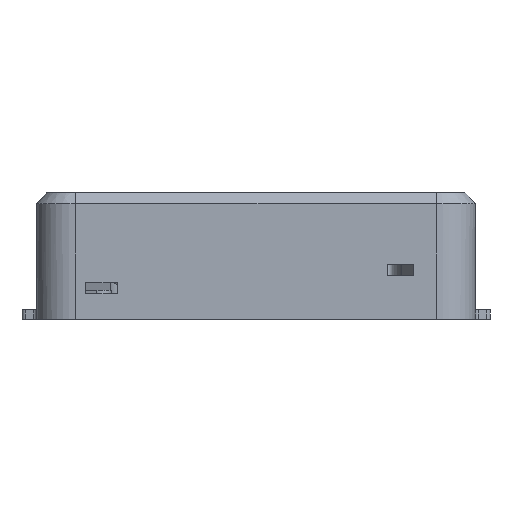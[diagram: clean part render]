
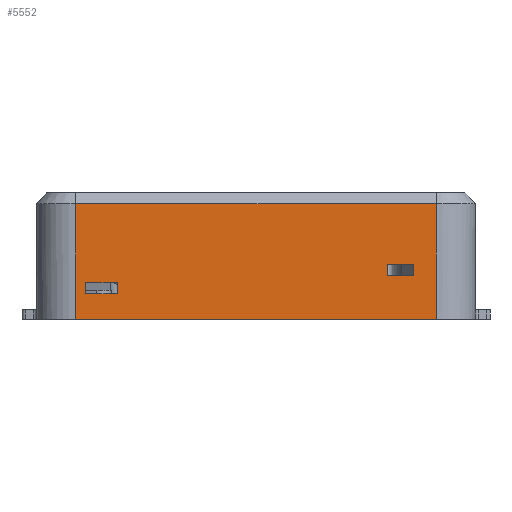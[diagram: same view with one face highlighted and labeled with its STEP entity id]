
A CAD part, front view. The second image highlights one B-rep face of the part: STEP entity #5552.
In plain terms, the highlighted planar face has unit normal (0, -1, 0).
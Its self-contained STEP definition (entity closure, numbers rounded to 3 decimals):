
#1 = PLANE ( 'NONE',  #3458 ) ;
#713 = EDGE_CURVE ( 'NONE', #10492, #9699, #5358, .T. ) ;
#849 = EDGE_CURVE ( 'NONE', #5036, #10492, #3278, .T. ) ;
#853 = LINE ( 'NONE', #11441, #9568 ) ;
#894 = EDGE_CURVE ( 'NONE', #8814, #3576, #7544, .T. ) ;
#945 = ORIENTED_EDGE ( 'NONE', *, *, #2173, .T. ) ;
#967 = ORIENTED_EDGE ( 'NONE', *, *, #10001, .T. ) ;
#1108 = CARTESIAN_POINT ( 'NONE',  ( -43.633, -45., 9.4 ) ) ;
#1232 = DIRECTION ( 'NONE',  ( 0., 1., 0. ) ) ;
#1294 = EDGE_CURVE ( 'NONE', #10582, #6842, #6339, .T. ) ;
#1434 = VECTOR ( 'NONE', #9552, 1000. ) ;
#1973 = DIRECTION ( 'NONE',  ( -1., 0., 0. ) ) ;
#2006 = CARTESIAN_POINT ( 'NONE',  ( 33.595, -45., 32.5 ) ) ;
#2173 = EDGE_CURVE ( 'NONE', #2990, #11445, #9044, .T. ) ;
#2396 = EDGE_CURVE ( 'NONE', #7424, #8814, #6077, .T. ) ;
#2429 = ORIENTED_EDGE ( 'NONE', *, *, #2531, .T. ) ;
#2494 = EDGE_LOOP ( 'NONE', ( #8816, #967, #9333, #8702 ) ) ;
#2511 = LINE ( 'NONE', #10508, #4385 ) ;
#2531 = EDGE_CURVE ( 'NONE', #11445, #10582, #5483, .T. ) ;
#2558 = DIRECTION ( 'NONE',  ( -1., 0., 0. ) ) ;
#2586 = CARTESIAN_POINT ( 'NONE',  ( -35.522, -45., 32.5 ) ) ;
#2933 = VECTOR ( 'NONE', #10188, 1000. ) ;
#2990 = VERTEX_POINT ( 'NONE', #10140 ) ;
#3278 = LINE ( 'NONE', #6900, #4620 ) ;
#3307 = CARTESIAN_POINT ( 'NONE',  ( -46.221, -45., 29.655 ) ) ;
#3458 = AXIS2_PLACEMENT_3D ( 'NONE', #9336, #1232, #10834 ) ;
#3576 = VERTEX_POINT ( 'NONE', #4434 ) ;
#4327 = LINE ( 'NONE', #5989, #4768 ) ;
#4385 = VECTOR ( 'NONE', #11454, 1000. ) ;
#4434 = CARTESIAN_POINT ( 'NONE',  ( 46.221, -45., 0. ) ) ;
#4593 = DIRECTION ( 'NONE',  ( 1., 0., 0. ) ) ;
#4620 = VECTOR ( 'NONE', #7604, 1000. ) ;
#4768 = VECTOR ( 'NONE', #10490, 1000. ) ;
#4808 = CARTESIAN_POINT ( 'NONE',  ( 0., -45., 0. ) ) ;
#4916 = ORIENTED_EDGE ( 'NONE', *, *, #7747, .T. ) ;
#5014 = VECTOR ( 'NONE', #1973, 1000. ) ;
#5036 = VERTEX_POINT ( 'NONE', #5916 ) ;
#5234 = ORIENTED_EDGE ( 'NONE', *, *, #7505, .T. ) ;
#5311 = VECTOR ( 'NONE', #6190, 1000. ) ;
#5358 = LINE ( 'NONE', #8198, #2933 ) ;
#5470 = EDGE_CURVE ( 'NONE', #9699, #11252, #4327, .T. ) ;
#5483 = LINE ( 'NONE', #6252, #7393 ) ;
#5552 = ADVANCED_FACE ( 'NONE', ( #6613, #6213, #10212 ), #1, .F. ) ;
#5739 = CARTESIAN_POINT ( 'NONE',  ( 46.221, -45., 29.655 ) ) ;
#5916 = CARTESIAN_POINT ( 'NONE',  ( -35.522, -45., 6.523 ) ) ;
#5989 = CARTESIAN_POINT ( 'NONE',  ( 0., -45., 9.4 ) ) ;
#6077 = LINE ( 'NONE', #7881, #10971 ) ;
#6181 = EDGE_CURVE ( 'NONE', #3576, #6821, #2511, .T. ) ;
#6190 = DIRECTION ( 'NONE',  ( 0., 0., -1. ) ) ;
#6213 = FACE_BOUND ( 'NONE', #2494, .T. ) ;
#6252 = CARTESIAN_POINT ( 'NONE',  ( 0., -45., 14.079 ) ) ;
#6339 = LINE ( 'NONE', #6630, #7113 ) ;
#6430 = ORIENTED_EDGE ( 'NONE', *, *, #894, .T. ) ;
#6613 = FACE_BOUND ( 'NONE', #10501, .T. ) ;
#6630 = CARTESIAN_POINT ( 'NONE',  ( 40.416, -45., 32.5 ) ) ;
#6779 = ORIENTED_EDGE ( 'NONE', *, *, #6181, .T. ) ;
#6821 = VERTEX_POINT ( 'NONE', #5739 ) ;
#6842 = VERTEX_POINT ( 'NONE', #7583 ) ;
#6899 = EDGE_LOOP ( 'NONE', ( #6779, #5234, #9109, #6430 ) ) ;
#6900 = CARTESIAN_POINT ( 'NONE',  ( 0., -45., 6.523 ) ) ;
#7113 = VECTOR ( 'NONE', #8646, 1000. ) ;
#7314 = CARTESIAN_POINT ( 'NONE',  ( -46.221, -45., 0. ) ) ;
#7393 = VECTOR ( 'NONE', #4593, 1000. ) ;
#7424 = VERTEX_POINT ( 'NONE', #3307 ) ;
#7505 = EDGE_CURVE ( 'NONE', #6821, #7424, #10966, .T. ) ;
#7544 = LINE ( 'NONE', #4808, #1434 ) ;
#7583 = CARTESIAN_POINT ( 'NONE',  ( 40.416, -45., 11.198 ) ) ;
#7604 = DIRECTION ( 'NONE',  ( -1., 0., 0. ) ) ;
#7747 = EDGE_CURVE ( 'NONE', #6842, #2990, #853, .T. ) ;
#7766 = CARTESIAN_POINT ( 'NONE',  ( -43.633, -45., 6.523 ) ) ;
#7881 = CARTESIAN_POINT ( 'NONE',  ( -46.221, -45., 0. ) ) ;
#8162 = CARTESIAN_POINT ( 'NONE',  ( 40.416, -45., 14.079 ) ) ;
#8166 = DIRECTION ( 'NONE',  ( 0., 0., 1. ) ) ;
#8198 = CARTESIAN_POINT ( 'NONE',  ( -43.633, -45., 32.5 ) ) ;
#8306 = CARTESIAN_POINT ( 'NONE',  ( -46.221, -45., 29.655 ) ) ;
#8646 = DIRECTION ( 'NONE',  ( 0., 0., -1. ) ) ;
#8702 = ORIENTED_EDGE ( 'NONE', *, *, #713, .T. ) ;
#8788 = ORIENTED_EDGE ( 'NONE', *, *, #1294, .T. ) ;
#8813 = DIRECTION ( 'NONE',  ( 0., 0., -1. ) ) ;
#8814 = VERTEX_POINT ( 'NONE', #7314 ) ;
#8816 = ORIENTED_EDGE ( 'NONE', *, *, #5470, .T. ) ;
#9044 = LINE ( 'NONE', #2006, #9832 ) ;
#9109 = ORIENTED_EDGE ( 'NONE', *, *, #2396, .T. ) ;
#9333 = ORIENTED_EDGE ( 'NONE', *, *, #849, .T. ) ;
#9336 = CARTESIAN_POINT ( 'NONE',  ( 0., -45., 32.5 ) ) ;
#9552 = DIRECTION ( 'NONE',  ( 1., 0., 0. ) ) ;
#9568 = VECTOR ( 'NONE', #2558, 1000. ) ;
#9699 = VERTEX_POINT ( 'NONE', #1108 ) ;
#9738 = CARTESIAN_POINT ( 'NONE',  ( 33.595, -45., 14.079 ) ) ;
#9832 = VECTOR ( 'NONE', #8166, 1000. ) ;
#10001 = EDGE_CURVE ( 'NONE', #11252, #5036, #10698, .T. ) ;
#10140 = CARTESIAN_POINT ( 'NONE',  ( 33.595, -45., 11.198 ) ) ;
#10188 = DIRECTION ( 'NONE',  ( 0., 0., 1. ) ) ;
#10212 = FACE_OUTER_BOUND ( 'NONE', #6899, .T. ) ;
#10490 = DIRECTION ( 'NONE',  ( 1., 0., 0. ) ) ;
#10492 = VERTEX_POINT ( 'NONE', #7766 ) ;
#10501 = EDGE_LOOP ( 'NONE', ( #2429, #8788, #4916, #945 ) ) ;
#10508 = CARTESIAN_POINT ( 'NONE',  ( 46.221, -45., 32.5 ) ) ;
#10582 = VERTEX_POINT ( 'NONE', #8162 ) ;
#10698 = LINE ( 'NONE', #2586, #5311 ) ;
#10834 = DIRECTION ( 'NONE',  ( -1., 0., 0. ) ) ;
#10966 = LINE ( 'NONE', #8306, #5014 ) ;
#10971 = VECTOR ( 'NONE', #8813, 1000. ) ;
#11096 = CARTESIAN_POINT ( 'NONE',  ( -35.522, -45., 9.4 ) ) ;
#11252 = VERTEX_POINT ( 'NONE', #11096 ) ;
#11441 = CARTESIAN_POINT ( 'NONE',  ( 0., -45., 11.198 ) ) ;
#11445 = VERTEX_POINT ( 'NONE', #9738 ) ;
#11454 = DIRECTION ( 'NONE',  ( 0., 0., 1. ) ) ;
